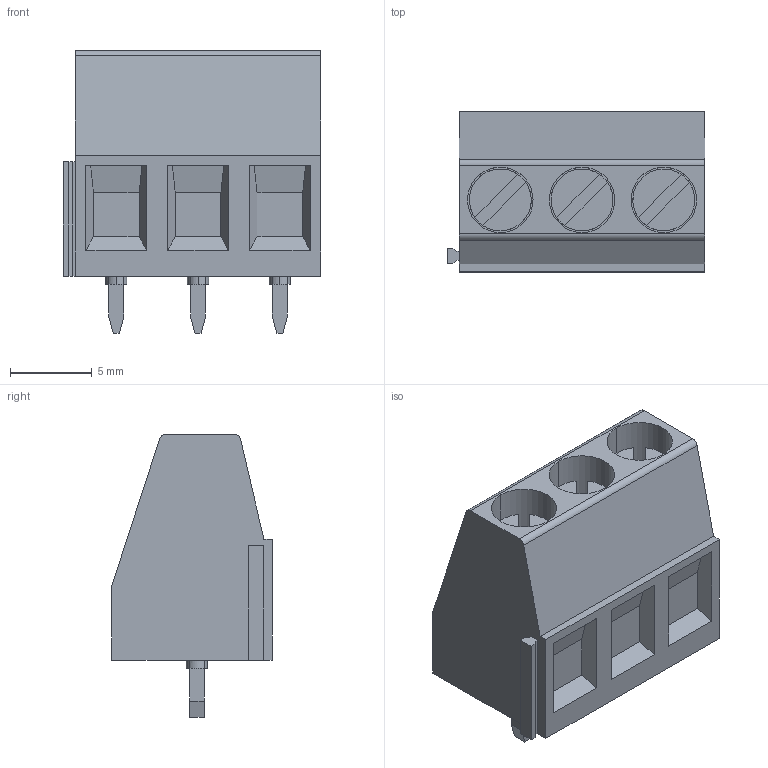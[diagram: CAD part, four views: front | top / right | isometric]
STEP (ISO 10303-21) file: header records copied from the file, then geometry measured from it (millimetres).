
FILE_DESCRIPTION(('Creo Elements/Direct Modeling STEP Export'),'2;1');
FILE_NAME('model.stp','2018-02-10T 6:53:50',(''),(''),'Creo Elements/Direct Modeling STEP processor for AP214 (Solid Model)','Creo Elements/Direct Modeling 18.1I 14-Aug-2016 (C) Parametric Technology GmbH','');
FILE_SCHEMA(('AUTOMOTIVE_DESIGN { 1 0 10303 214 1 1 1 1 }'));
Length unit declared in the file: millimetre
Products named in the file (6): MKDS_1.5_3; Bohrlochdurchmesser_1; Bohrlochdurchmesser_2; Bohrlochdurchmesser_3; Bohrlochdurchmesser; 1715035_MKDS_1.5_3
Assembly tree (5 placements, depth 3):
  1715035_MKDS_1.5_3
    Bohrlochdurchmesser
      Bohrlochdurchmesser_3
      Bohrlochdurchmesser_2
      Bohrlochdurchmesser_1
    MKDS_1.5_3
Bounding box: 15.74 x 9.8 x 17.3 mm (x, y, z)
Volume: 1592.5 mm3; surface area: 1157.8 mm2
Topology: 4 solids, 4 shells, 117 faces, 294 edges, 198 vertices
Faces by surface type: plane 93, cylinder 24
Entity records: 4438 total; most frequent: ORIENTED_EDGE 588, CARTESIAN_POINT 583, DIRECTION 544, EDGE_CURVE 294, VECTOR 226, LINE 226, VERTEX_POINT 198, AXIS2_PLACEMENT_3D 159
